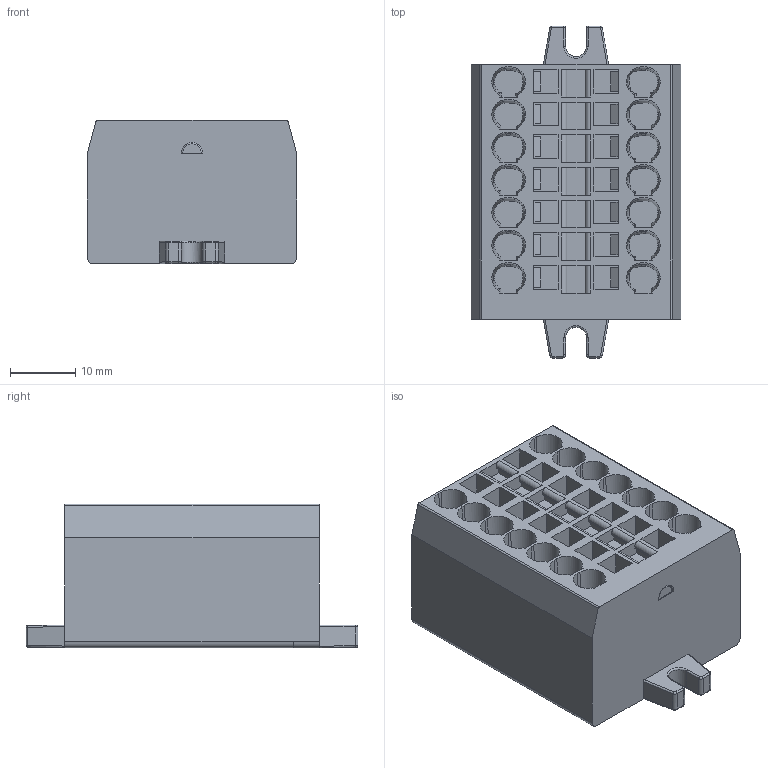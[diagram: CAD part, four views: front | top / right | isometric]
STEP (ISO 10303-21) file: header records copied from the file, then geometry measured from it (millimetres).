
FILE_DESCRIPTION(/* description */ ('Unknown'),/* implementation_level */ '2;1');
FILE_NAME(/* name */ 'SQTP2.5-7W_3D_SOLID',/* time_stamp */ '2025-04-29T15:38:52+05:00',/* author */ ('Unknown'),/* organization */ ('Unknown'),/* preprocessor_version */ 'ST-DEVELOPER v16.7',/* originating_system */ 'Solid Edge',/* authorisation */ 'Unknown');
FILE_SCHEMA (('AUTOMOTIVE_DESIGN {1 0 10303 214 3 1 1}'));
Products named in the file (1): SQTP2.5-7W_3D_SOLID
Bounding box: 32.05 x 50.8 x 22 mm (x, y, z)
Volume: 24603.6 mm3; surface area: 9384.4 mm2
Topology: 1 solids, 68 shells, 2054 faces, 5402 edges, 3528 vertices
Faces by surface type: plane 1227, bspline 430, cylinder 285, cone 61, torus 43, sphere 8
Full cylindrical faces by diameter (mm): 1.5 x18
Entity records: 85933 total; most frequent: CARTESIAN_POINT 24173, ORIENTED_EDGE 10718, DIRECTION 8144, EDGE_CURVE 5359, VERTEX_POINT 3512, LINE 3266, VECTOR 3266, AXIS2_PLACEMENT_3D 2439
